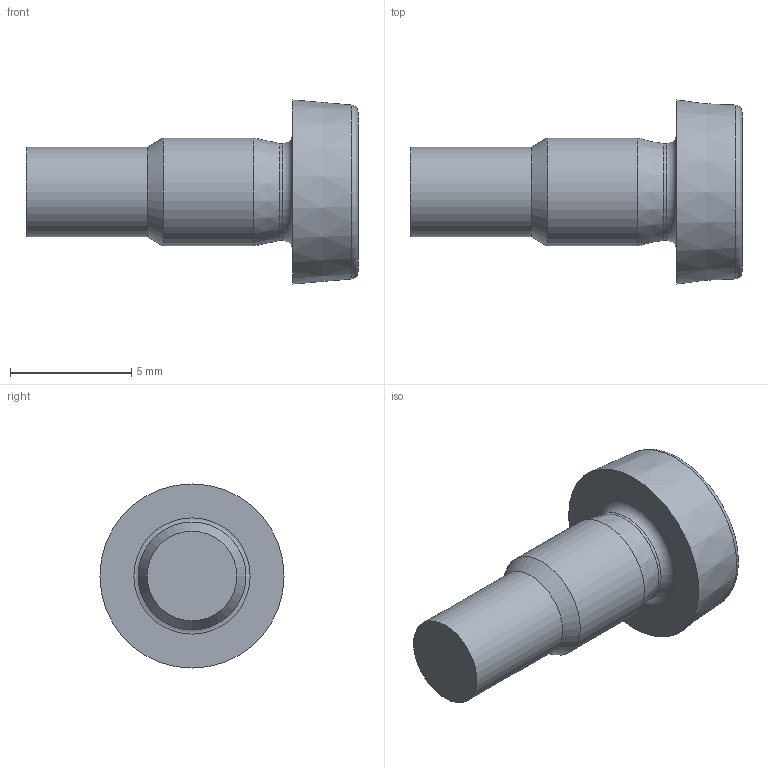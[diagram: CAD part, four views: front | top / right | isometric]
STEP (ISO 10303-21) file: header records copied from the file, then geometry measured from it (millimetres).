
FILE_DESCRIPTION(/* description */ ('HALTESCHRAUBE'),/* implementation_level */ '2;1');
FILE_NAME(/* name */ 'hoos.stp',/* time_stamp */ '2020-04-07T13:56:40+02:00',/* author */ ('meier'),/* organization */ (''),/* preprocessor_version */ 'ST-DEVELOPER v17',/* originating_system */ 'Autodesk Inventor 2018',/* authorisation */ '257,58 mm^3');
FILE_SCHEMA (('AUTOMOTIVE_DESIGN { 1 0 10303 214 3 1 1 }'));
Length unit declared in the file: millimetre
Products named in the file (1): SCHRAUBE 21
Bounding box: 13.7 x 7.6 x 7.6 mm (x, y, z)
Volume: 229 mm3; surface area: 315.8 mm2
Topology: 1 solids, 1 shells, 43 faces, 121 edges, 82 vertices
Faces by surface type: cylinder 21, plane 16, cone 4, torus 2
Full cylindrical faces by diameter (mm): 3.7 x1, 4 x1, 4.456 x1
Entity records: 1538 total; most frequent: CARTESIAN_POINT 409, ORIENTED_EDGE 242, DIRECTION 221, EDGE_CURVE 121, AXIS2_PLACEMENT_3D 86, VERTEX_POINT 82, LINE 49, VECTOR 49
